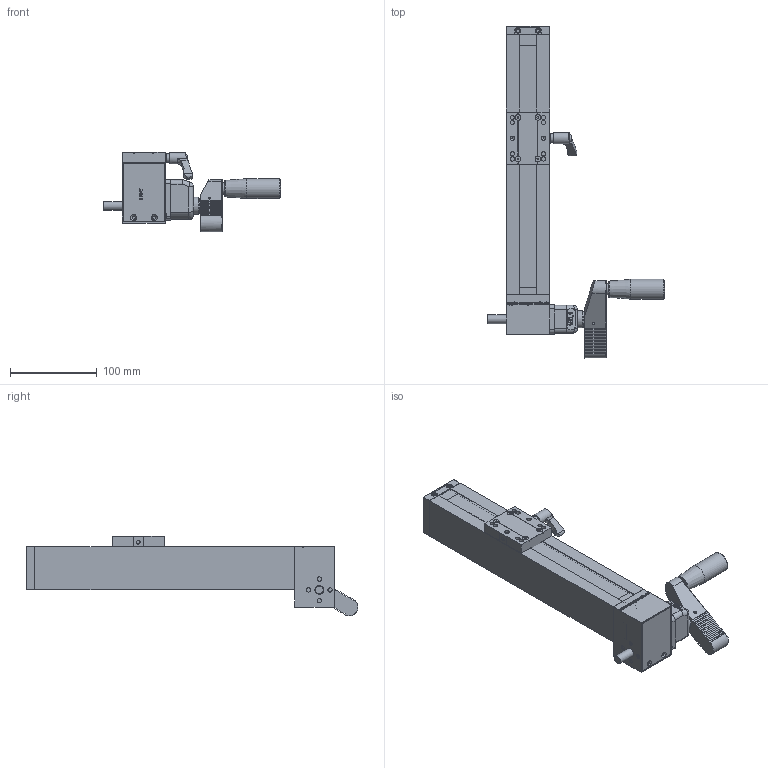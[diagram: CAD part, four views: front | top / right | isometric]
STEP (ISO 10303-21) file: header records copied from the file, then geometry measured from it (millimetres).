
FILE_DESCRIPTION(/* description */ ('Unknown'),/* implementation_level */ '2;1');
FILE_NAME(/* name */ 'Spindelantrieb50-Schneckenradgetriebe',/* time_stamp */ '2020-03-29T06:18:35+02:00',/* author */ ('Unknown'),/* organization */ ('Unknown'),/* preprocessor_version */ 'ST-DEVELOPER v16.7',/* originating_system */ 'Solid Edge',/* authorisation */ 'Unknown');
FILE_SCHEMA (('AUTOMOTIVE_DESIGN {1 0 10303 214 3 1 1}'));
Products named in the file (7): 2.3-Grundeinheit50-Schneckenradantrieb-SchlittenAlu60lg-dy; Profil-50-300lg-dy; A-0000082-Schneckengetriebe50-1-4-dy; A-0000098-Deckel50-geschraubt-dy; A-0000003-Schlitten50-60lg-Klem-Alu-dy; Spindel-M16-Grundbaugruppe-ohne-Siko-dy; A-0000095-Siko-Kurbel-Adapterplatte50-dy
Assembly tree (6 placements, depth 2):
  2.3-Grundeinheit50-Schneckenradantrieb-SchlittenAlu60lg-dy
    Profil-50-300lg-dy
    A-0000082-Schneckengetriebe50-1-4-dy
    A-0000098-Deckel50-geschraubt-dy
    A-0000003-Schlitten50-60lg-Klem-Alu-dy
    Spindel-M16-Grundbaugruppe-ohne-Siko-dy
    A-0000095-Siko-Kurbel-Adapterplatte50-dy
Bounding box: 204.99 x 383.33 x 91.93 mm (x, y, z)
Volume: 843189.9 mm3; surface area: 228469.2 mm2
Topology: 7 solids, 22 shells, 1852 faces, 4838 edges, 3156 vertices
Faces by surface type: plane 1253, cylinder 337, bspline 131, cone 98, torus 23, sphere 10
Full cylindrical faces by diameter (mm): 2.459 x2, 3 x1, 3.2 x10, 3.6 x2, 4 x1, 4.134 x1, 4.5 x1, 4.917 x24, 5 x15, 5.5 x3, 5.8 x2, 6 x11, 6.2 x5, 6.4 x4, 8 x1, 8.3 x1, 10 x4, 11.5 x1, 12 x8, 13 x2, 13.024 x1, 14 x1, 16 x2, 17 x2, 18 x3, 19.5 x2, 20 x1, 22 x1, 23 x1, 27 x1
Entity records: 77855 total; most frequent: CARTESIAN_POINT 22006, ORIENTED_EDGE 9020, DIRECTION 8275, EDGE_CURVE 4510, LINE 3209, VECTOR 3209, VERTEX_POINT 3047, AXIS2_PLACEMENT_3D 2533
